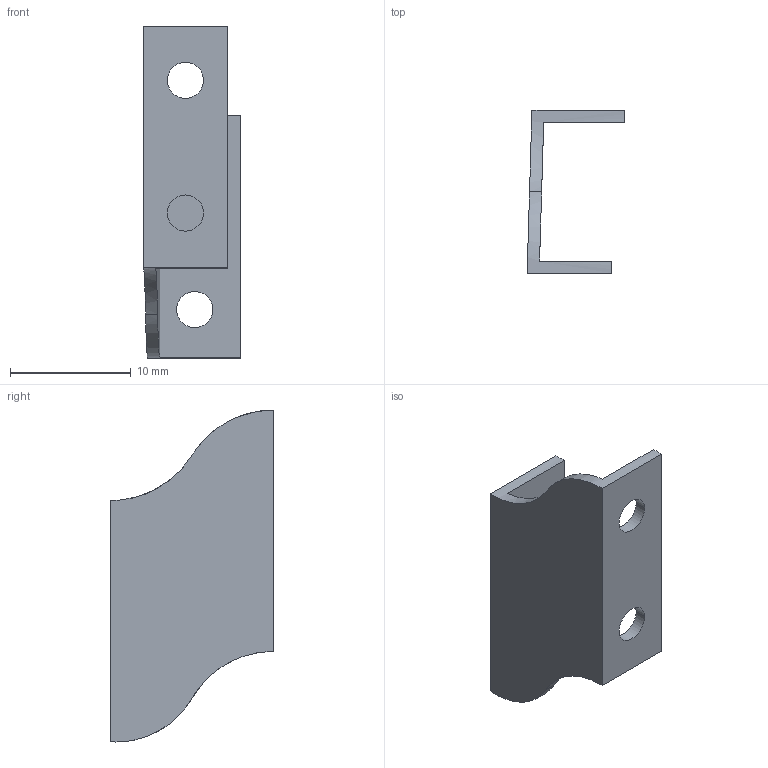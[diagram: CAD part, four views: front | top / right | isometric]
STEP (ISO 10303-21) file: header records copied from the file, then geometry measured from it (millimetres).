
FILE_DESCRIPTION (( 'STEP AP203' ), '1' );
FILE_NAME ('Connector 1_Default_sldprt.STEP', '2023-12-06T08:16:50', ( '' ), ( '' ), 'SwSTEP 2.0', 'SolidWorks 2023', '' );
FILE_SCHEMA (( 'CONFIG_CONTROL_DESIGN' ));
Length unit declared in the file: millimetre
Products named in the file (1): Connector 1_Default_sldprt
Bounding box: 8.1 x 13.5 x 27.51 mm (x, y, z)
Volume: 497.1 mm3; surface area: 1129.7 mm2
Topology: 1 solids, 1 shells, 23 faces, 63 edges, 42 vertices
Faces by surface type: cylinder 14, plane 9
Entity records: 831 total; most frequent: CARTESIAN_POINT 159, ORIENTED_EDGE 126, DIRECTION 122, EDGE_CURVE 63, AXIS2_PLACEMENT_3D 45, VERTEX_POINT 42, VECTOR 32, LINE 32
